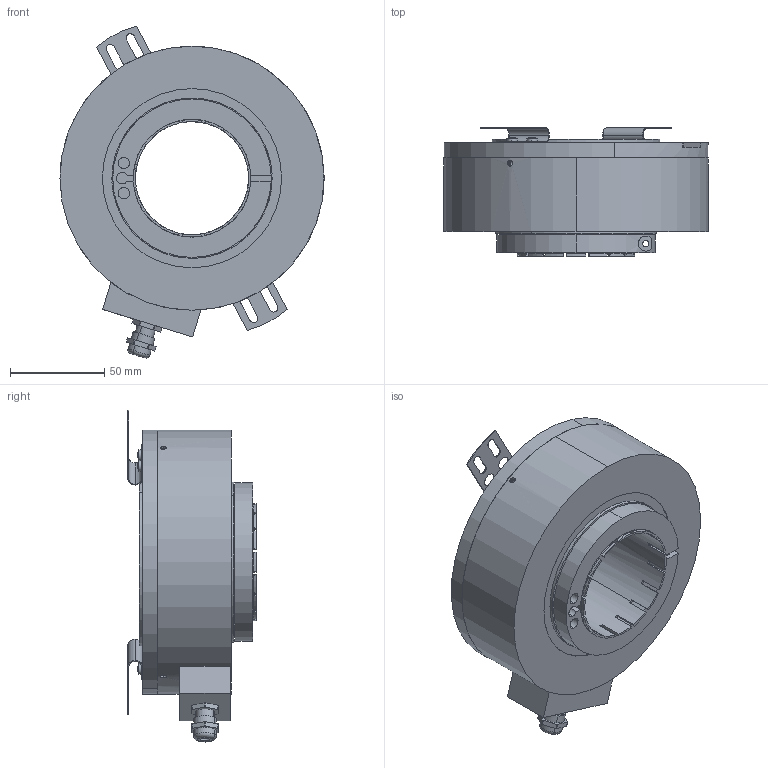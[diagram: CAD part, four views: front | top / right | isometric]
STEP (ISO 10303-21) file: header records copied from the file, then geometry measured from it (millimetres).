
FILE_DESCRIPTION (( 'STEP AP214' ), '1' );
FILE_NAME ('EC150P60-H6PR-1024.STEP', '2023-08-25T06:05:17', ( 'DELL' ), ( '' ), 'SwSTEP 2.0', 'SolidWorks 2010', '' );
FILE_SCHEMA (( 'AUTOMOTIVE_DESIGN' ));
Length unit declared in the file: millimetre
Products named in the file (11): E23280022A-0; EC150P60-H6PR-1024; E41350013A-2; E41330106B-1; E41320228A-2; E23320015; Deep groove ball bearings GB_Rolling bearings 61817 GB 276-94; Cross recessed pan head screws GB_GB_CROSS_SCREWS_TYPE1 M3X6-6  H type-N; E41890037A-3; E44020037A; E41230053A-0
Assembly tree (15 placements, depth 2):
  EC150P60-H6PR-1024
    E41230053A-0
    E41330106B-1
    Cross recessed pan head screws GB_GB_CROSS_SCREWS_TYPE1 M3X6-6  H type-N  x4
    E23320015
    E41890037A-3
    Deep groove ball bearings GB_Rolling bearings 61817 GB 276-94  x2
    E41350013A-2  x2
    E41320228A-2
    E23280022A-0
    E44020037A
Bounding box: 140 x 68.2 x 176.02 mm (x, y, z)
Volume: 453540.3 mm3; surface area: 206520.1 mm2
Topology: 15 solids, 15 shells, 1021 faces, 4158 edges, 2807 vertices
Faces by surface type: torus 306, cylinder 269, plane 226, sphere 196, cone 24
Entity records: 29027 total; most frequent: CARTESIAN_POINT 9630, ORIENTED_EDGE 4306, DIRECTION 3684, EDGE_CURVE 2153, AXIS2_PLACEMENT_3D 1563, VERTEX_POINT 1458, CIRCLE 891, EDGE_LOOP 731
